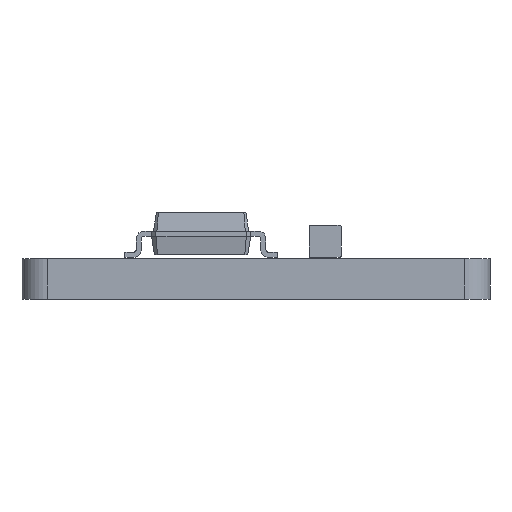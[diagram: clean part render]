
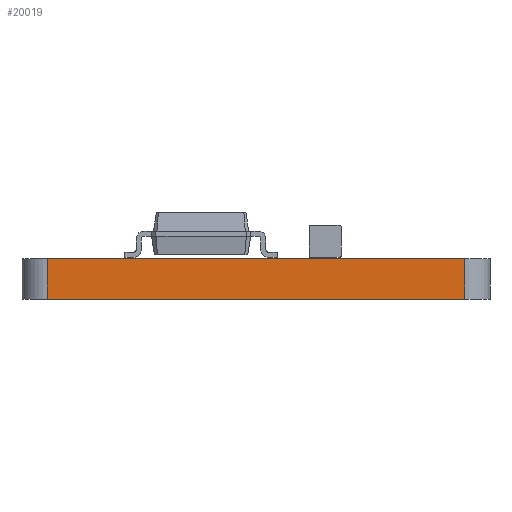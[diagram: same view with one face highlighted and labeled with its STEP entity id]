
A CAD part, left-side view. The second image highlights one B-rep face of the part: STEP entity #20019.
In plain terms, the highlighted planar face has unit normal (-1, 0, 0).
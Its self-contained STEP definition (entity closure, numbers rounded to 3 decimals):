
#18962 = PLANE('',#18963);
#18963 = AXIS2_PLACEMENT_3D('',#18964,#18965,#18966);
#18964 = CARTESIAN_POINT('',(178.48,-68.58,1.6));
#18965 = DIRECTION('',(0.,0.,-1.));
#18966 = DIRECTION('',(-1.,0.,0.));
#18990 = CYLINDRICAL_SURFACE('',#18991,1.);
#18991 = AXIS2_PLACEMENT_3D('',#18992,#18993,#18994);
#18992 = CARTESIAN_POINT('',(158.48,-69.58,0.));
#18993 = DIRECTION('',(0.,0.,-1.));
#18994 = DIRECTION('',(1.,0.,0.));
#19016 = PLANE('',#19017);
#19017 = AXIS2_PLACEMENT_3D('',#19018,#19019,#19020);
#19018 = CARTESIAN_POINT('',(178.48,-68.58,0.));
#19019 = DIRECTION('',(0.,0.,-1.));
#19020 = DIRECTION('',(-1.,0.,0.));
#19119 = VERTEX_POINT('',#19120);
#19120 = CARTESIAN_POINT('',(157.48,-69.58,1.6));
#19146 = EDGE_CURVE('',#19147,#19119,#19149,.T.);
#19147 = VERTEX_POINT('',#19148);
#19148 = CARTESIAN_POINT('',(157.48,-69.58,0.));
#19149 = SURFACE_CURVE('',#19150,(#19154,#19161),.PCURVE_S1.);
#19150 = LINE('',#19151,#19152);
#19151 = CARTESIAN_POINT('',(157.48,-69.58,0.));
#19152 = VECTOR('',#19153,1.);
#19153 = DIRECTION('',(0.,0.,1.));
#19154 = PCURVE('',#18990,#19155);
#19155 = DEFINITIONAL_REPRESENTATION('',(#19156),#19160);
#19156 = LINE('',#19157,#19158);
#19157 = CARTESIAN_POINT('',(-3.142,0.));
#19158 = VECTOR('',#19159,1.);
#19159 = DIRECTION('',(0.,-1.));
#19160 = ( GEOMETRIC_REPRESENTATION_CONTEXT(2) 
PARAMETRIC_REPRESENTATION_CONTEXT() REPRESENTATION_CONTEXT('2D SPACE',''
  ) );
#19161 = PCURVE('',#19162,#19167);
#19162 = PLANE('',#19163);
#19163 = AXIS2_PLACEMENT_3D('',#19164,#19165,#19166);
#19164 = CARTESIAN_POINT('',(157.48,-69.58,0.));
#19165 = DIRECTION('',(1.,0.,0.));
#19166 = DIRECTION('',(0.,-1.,0.));
#19167 = DEFINITIONAL_REPRESENTATION('',(#19168),#19172);
#19168 = LINE('',#19169,#19170);
#19169 = CARTESIAN_POINT('',(0.,0.));
#19170 = VECTOR('',#19171,1.);
#19171 = DIRECTION('',(0.,-1.));
#19172 = ( GEOMETRIC_REPRESENTATION_CONTEXT(2) 
PARAMETRIC_REPRESENTATION_CONTEXT() REPRESENTATION_CONTEXT('2D SPACE',''
  ) );
#19290 = VERTEX_POINT('',#19291);
#19291 = CARTESIAN_POINT('',(157.48,-85.98,0.));
#19310 = CYLINDRICAL_SURFACE('',#19311,1.);
#19311 = AXIS2_PLACEMENT_3D('',#19312,#19313,#19314);
#19312 = CARTESIAN_POINT('',(158.48,-85.98,0.));
#19313 = DIRECTION('',(0.,0.,-1.));
#19314 = DIRECTION('',(1.,0.,0.));
#19322 = EDGE_CURVE('',#19147,#19290,#19323,.T.);
#19323 = SURFACE_CURVE('',#19324,(#19328,#19335),.PCURVE_S1.);
#19324 = LINE('',#19325,#19326);
#19325 = CARTESIAN_POINT('',(157.48,-69.58,0.));
#19326 = VECTOR('',#19327,1.);
#19327 = DIRECTION('',(0.,-1.,0.));
#19328 = PCURVE('',#19016,#19329);
#19329 = DEFINITIONAL_REPRESENTATION('',(#19330),#19334);
#19330 = LINE('',#19331,#19332);
#19331 = CARTESIAN_POINT('',(21.,-1.));
#19332 = VECTOR('',#19333,1.);
#19333 = DIRECTION('',(0.,-1.));
#19334 = ( GEOMETRIC_REPRESENTATION_CONTEXT(2) 
PARAMETRIC_REPRESENTATION_CONTEXT() REPRESENTATION_CONTEXT('2D SPACE',''
  ) );
#19335 = PCURVE('',#19162,#19336);
#19336 = DEFINITIONAL_REPRESENTATION('',(#19337),#19341);
#19337 = LINE('',#19338,#19339);
#19338 = CARTESIAN_POINT('',(0.,0.));
#19339 = VECTOR('',#19340,1.);
#19340 = DIRECTION('',(1.,0.));
#19341 = ( GEOMETRIC_REPRESENTATION_CONTEXT(2) 
PARAMETRIC_REPRESENTATION_CONTEXT() REPRESENTATION_CONTEXT('2D SPACE',''
  ) );
#19704 = VERTEX_POINT('',#19705);
#19705 = CARTESIAN_POINT('',(157.48,-85.98,1.6));
#19731 = EDGE_CURVE('',#19119,#19704,#19732,.T.);
#19732 = SURFACE_CURVE('',#19733,(#19737,#19744),.PCURVE_S1.);
#19733 = LINE('',#19734,#19735);
#19734 = CARTESIAN_POINT('',(157.48,-69.58,1.6));
#19735 = VECTOR('',#19736,1.);
#19736 = DIRECTION('',(0.,-1.,0.));
#19737 = PCURVE('',#18962,#19738);
#19738 = DEFINITIONAL_REPRESENTATION('',(#19739),#19743);
#19739 = LINE('',#19740,#19741);
#19740 = CARTESIAN_POINT('',(21.,-1.));
#19741 = VECTOR('',#19742,1.);
#19742 = DIRECTION('',(0.,-1.));
#19743 = ( GEOMETRIC_REPRESENTATION_CONTEXT(2) 
PARAMETRIC_REPRESENTATION_CONTEXT() REPRESENTATION_CONTEXT('2D SPACE',''
  ) );
#19744 = PCURVE('',#19162,#19745);
#19745 = DEFINITIONAL_REPRESENTATION('',(#19746),#19750);
#19746 = LINE('',#19747,#19748);
#19747 = CARTESIAN_POINT('',(0.,-1.6));
#19748 = VECTOR('',#19749,1.);
#19749 = DIRECTION('',(1.,0.));
#19750 = ( GEOMETRIC_REPRESENTATION_CONTEXT(2) 
PARAMETRIC_REPRESENTATION_CONTEXT() REPRESENTATION_CONTEXT('2D SPACE',''
  ) );
#20019 = ADVANCED_FACE('',(#20020),#19162,.F.);
#20020 = FACE_BOUND('',#20021,.F.);
#20021 = EDGE_LOOP('',(#20022,#20023,#20024,#20045));
#20022 = ORIENTED_EDGE('',*,*,#19146,.T.);
#20023 = ORIENTED_EDGE('',*,*,#19731,.T.);
#20024 = ORIENTED_EDGE('',*,*,#20025,.F.);
#20025 = EDGE_CURVE('',#19290,#19704,#20026,.T.);
#20026 = SURFACE_CURVE('',#20027,(#20031,#20038),.PCURVE_S1.);
#20027 = LINE('',#20028,#20029);
#20028 = CARTESIAN_POINT('',(157.48,-85.98,0.));
#20029 = VECTOR('',#20030,1.);
#20030 = DIRECTION('',(0.,0.,1.));
#20031 = PCURVE('',#19162,#20032);
#20032 = DEFINITIONAL_REPRESENTATION('',(#20033),#20037);
#20033 = LINE('',#20034,#20035);
#20034 = CARTESIAN_POINT('',(16.4,0.));
#20035 = VECTOR('',#20036,1.);
#20036 = DIRECTION('',(0.,-1.));
#20037 = ( GEOMETRIC_REPRESENTATION_CONTEXT(2) 
PARAMETRIC_REPRESENTATION_CONTEXT() REPRESENTATION_CONTEXT('2D SPACE',''
  ) );
#20038 = PCURVE('',#19310,#20039);
#20039 = DEFINITIONAL_REPRESENTATION('',(#20040),#20044);
#20040 = LINE('',#20041,#20042);
#20041 = CARTESIAN_POINT('',(-3.142,0.));
#20042 = VECTOR('',#20043,1.);
#20043 = DIRECTION('',(0.,-1.));
#20044 = ( GEOMETRIC_REPRESENTATION_CONTEXT(2) 
PARAMETRIC_REPRESENTATION_CONTEXT() REPRESENTATION_CONTEXT('2D SPACE',''
  ) );
#20045 = ORIENTED_EDGE('',*,*,#19322,.F.);
